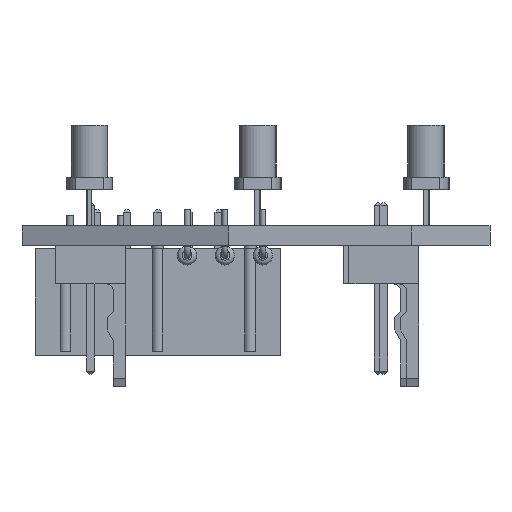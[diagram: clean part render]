
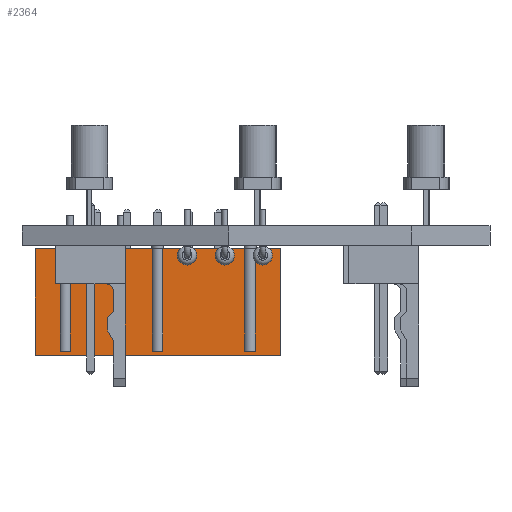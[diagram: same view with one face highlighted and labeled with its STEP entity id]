
A CAD part, left-side view. The second image highlights one B-rep face of the part: STEP entity #2364.
In plain terms, the highlighted face is planar.
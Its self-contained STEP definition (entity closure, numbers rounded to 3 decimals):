
#1526 = EDGE_CURVE('',#1527,#1529,#1531,.T.);
#1527 = VERTEX_POINT('',#1528);
#1528 = CARTESIAN_POINT('',(5.695,5.1,0.25));
#1529 = VERTEX_POINT('',#1530);
#1530 = CARTESIAN_POINT('',(5.695,5.1,9.1));
#1531 = LINE('',#1532,#1533);
#1532 = CARTESIAN_POINT('',(5.695,5.1,0.25));
#1533 = VECTOR('',#1534,1.);
#1534 = DIRECTION('',(0.,0.,1.));
#1591 = VERTEX_POINT('',#1592);
#1592 = CARTESIAN_POINT('',(5.695,-15.26,9.1));
#1598 = EDGE_CURVE('',#1591,#1529,#1599,.T.);
#1599 = LINE('',#1600,#1601);
#1600 = CARTESIAN_POINT('',(5.695,-15.26,9.1));
#1601 = VECTOR('',#1602,1.);
#1602 = DIRECTION('',(0.,1.,0.));
#1799 = VERTEX_POINT('',#1800);
#1800 = CARTESIAN_POINT('',(5.695,-15.26,0.25));
#1806 = EDGE_CURVE('',#1799,#1591,#1807,.T.);
#1807 = LINE('',#1808,#1809);
#1808 = CARTESIAN_POINT('',(5.695,-15.26,0.25));
#1809 = VECTOR('',#1810,1.);
#1810 = DIRECTION('',(0.,0.,1.));
#1846 = EDGE_CURVE('',#1847,#1527,#1849,.T.);
#1847 = VERTEX_POINT('',#1848);
#1848 = CARTESIAN_POINT('',(5.695,3.033,0.25));
#1849 = LINE('',#1850,#1851);
#1850 = CARTESIAN_POINT('',(5.695,-15.26,0.25));
#1851 = VECTOR('',#1852,1.);
#1852 = DIRECTION('',(0.,1.,0.));
#1864 = VERTEX_POINT('',#1865);
#1865 = CARTESIAN_POINT('',(5.695,2.167,0.25));
#1872 = EDGE_CURVE('',#1873,#1864,#1875,.T.);
#1873 = VERTEX_POINT('',#1874);
#1874 = CARTESIAN_POINT('',(5.695,-4.647,0.25));
#1875 = LINE('',#1876,#1877);
#1876 = CARTESIAN_POINT('',(5.695,-15.26,0.25));
#1877 = VECTOR('',#1878,1.);
#1878 = DIRECTION('',(0.,1.,0.));
#1890 = VERTEX_POINT('',#1891);
#1891 = CARTESIAN_POINT('',(5.695,-5.513,0.25));
#1898 = EDGE_CURVE('',#1899,#1890,#1901,.T.);
#1899 = VERTEX_POINT('',#1900);
#1900 = CARTESIAN_POINT('',(5.695,-12.327,0.25));
#1901 = LINE('',#1902,#1903);
#1902 = CARTESIAN_POINT('',(5.695,-15.26,0.25));
#1903 = VECTOR('',#1904,1.);
#1904 = DIRECTION('',(0.,1.,0.));
#1916 = VERTEX_POINT('',#1917);
#1917 = CARTESIAN_POINT('',(5.695,-13.193,0.25));
#1924 = EDGE_CURVE('',#1799,#1916,#1925,.T.);
#1925 = LINE('',#1926,#1927);
#1926 = CARTESIAN_POINT('',(5.695,-15.26,0.25));
#1927 = VECTOR('',#1928,1.);
#1928 = DIRECTION('',(0.,1.,0.));
#2364 = ADVANCED_FACE('',(#2365),#2440,.T.);
#2365 = FACE_BOUND('',#2366,.T.);
#2366 = EDGE_LOOP('',(#2367,#2368,#2369,#2377,#2385,#2391,#2392,#2400,
    #2408,#2414,#2415,#2423,#2431,#2437,#2438,#2439));
#2367 = ORIENTED_EDGE('',*,*,#1806,.F.);
#2368 = ORIENTED_EDGE('',*,*,#1924,.T.);
#2369 = ORIENTED_EDGE('',*,*,#2370,.F.);
#2370 = EDGE_CURVE('',#2371,#1916,#2373,.T.);
#2371 = VERTEX_POINT('',#2372);
#2372 = CARTESIAN_POINT('',(5.695,-13.193,8.75));
#2373 = LINE('',#2374,#2375);
#2374 = CARTESIAN_POINT('',(5.695,-13.193,0.25));
#2375 = VECTOR('',#2376,1.);
#2376 = DIRECTION('',(-0.,-0.,-1.));
#2377 = ORIENTED_EDGE('',*,*,#2378,.F.);
#2378 = EDGE_CURVE('',#2379,#2371,#2381,.T.);
#2379 = VERTEX_POINT('',#2380);
#2380 = CARTESIAN_POINT('',(5.695,-12.327,8.75));
#2381 = LINE('',#2382,#2383);
#2382 = CARTESIAN_POINT('',(5.695,-8.92,8.75));
#2383 = VECTOR('',#2384,1.);
#2384 = DIRECTION('',(0.,-1.,0.));
#2385 = ORIENTED_EDGE('',*,*,#2386,.T.);
#2386 = EDGE_CURVE('',#2379,#1899,#2387,.T.);
#2387 = LINE('',#2388,#2389);
#2388 = CARTESIAN_POINT('',(5.695,-12.327,0.25));
#2389 = VECTOR('',#2390,1.);
#2390 = DIRECTION('',(-0.,-0.,-1.));
#2391 = ORIENTED_EDGE('',*,*,#1898,.T.);
#2392 = ORIENTED_EDGE('',*,*,#2393,.F.);
#2393 = EDGE_CURVE('',#2394,#1890,#2396,.T.);
#2394 = VERTEX_POINT('',#2395);
#2395 = CARTESIAN_POINT('',(5.695,-5.513,8.75));
#2396 = LINE('',#2397,#2398);
#2397 = CARTESIAN_POINT('',(5.695,-5.513,0.25));
#2398 = VECTOR('',#2399,1.);
#2399 = DIRECTION('',(-0.,-0.,-1.));
#2400 = ORIENTED_EDGE('',*,*,#2401,.F.);
#2401 = EDGE_CURVE('',#2402,#2394,#2404,.T.);
#2402 = VERTEX_POINT('',#2403);
#2403 = CARTESIAN_POINT('',(5.695,-4.647,8.75));
#2404 = LINE('',#2405,#2406);
#2405 = CARTESIAN_POINT('',(5.695,-5.08,8.75));
#2406 = VECTOR('',#2407,1.);
#2407 = DIRECTION('',(0.,-1.,0.));
#2408 = ORIENTED_EDGE('',*,*,#2409,.T.);
#2409 = EDGE_CURVE('',#2402,#1873,#2410,.T.);
#2410 = LINE('',#2411,#2412);
#2411 = CARTESIAN_POINT('',(5.695,-4.647,0.25));
#2412 = VECTOR('',#2413,1.);
#2413 = DIRECTION('',(-0.,-0.,-1.));
#2414 = ORIENTED_EDGE('',*,*,#1872,.T.);
#2415 = ORIENTED_EDGE('',*,*,#2416,.F.);
#2416 = EDGE_CURVE('',#2417,#1864,#2419,.T.);
#2417 = VERTEX_POINT('',#2418);
#2418 = CARTESIAN_POINT('',(5.695,2.167,8.75));
#2419 = LINE('',#2420,#2421);
#2420 = CARTESIAN_POINT('',(5.695,2.167,0.25));
#2421 = VECTOR('',#2422,1.);
#2422 = DIRECTION('',(-0.,-0.,-1.));
#2423 = ORIENTED_EDGE('',*,*,#2424,.F.);
#2424 = EDGE_CURVE('',#2425,#2417,#2427,.T.);
#2425 = VERTEX_POINT('',#2426);
#2426 = CARTESIAN_POINT('',(5.695,3.033,8.75));
#2427 = LINE('',#2428,#2429);
#2428 = CARTESIAN_POINT('',(5.695,-1.24,8.75));
#2429 = VECTOR('',#2430,1.);
#2430 = DIRECTION('',(0.,-1.,0.));
#2431 = ORIENTED_EDGE('',*,*,#2432,.T.);
#2432 = EDGE_CURVE('',#2425,#1847,#2433,.T.);
#2433 = LINE('',#2434,#2435);
#2434 = CARTESIAN_POINT('',(5.695,3.033,0.25));
#2435 = VECTOR('',#2436,1.);
#2436 = DIRECTION('',(-0.,-0.,-1.));
#2437 = ORIENTED_EDGE('',*,*,#1846,.T.);
#2438 = ORIENTED_EDGE('',*,*,#1526,.T.);
#2439 = ORIENTED_EDGE('',*,*,#1598,.F.);
#2440 = PLANE('',#2441);
#2441 = AXIS2_PLACEMENT_3D('',#2442,#2443,#2444);
#2442 = CARTESIAN_POINT('',(5.695,-5.08,4.675));
#2443 = DIRECTION('',(1.,0.,0.));
#2444 = DIRECTION('',(0.,0.,1.));
